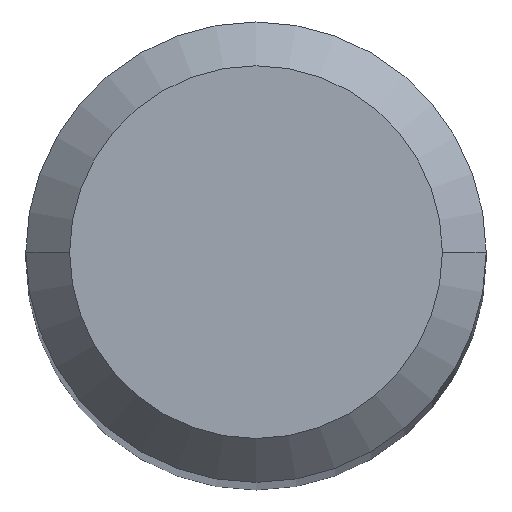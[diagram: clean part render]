
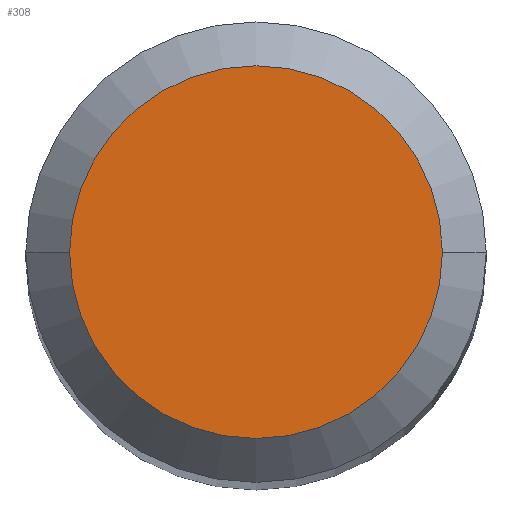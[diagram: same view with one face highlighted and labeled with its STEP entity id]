
A CAD part, top view. The second image highlights one B-rep face of the part: STEP entity #308.
In plain terms, the highlighted planar face has unit normal (0, 0, 1).
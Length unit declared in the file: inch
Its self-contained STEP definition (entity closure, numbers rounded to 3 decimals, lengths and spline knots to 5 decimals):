
#3 = AXIS2_PLACEMENT_3D ( 'NONE', #94, #101, #189 ) ;
#37 = ORIENTED_EDGE ( 'NONE', *, *, #273, .T. ) ;
#94 = CARTESIAN_POINT ( 'NONE',  ( 0., 0., 1.9685 ) ) ;
#95 = AXIS2_PLACEMENT_3D ( 'NONE', #138, #311, #119 ) ;
#96 = DIRECTION ( 'NONE',  ( 0., 0., 1. ) ) ;
#101 = DIRECTION ( 'NONE',  ( 0., 0., 1. ) ) ;
#119 = DIRECTION ( 'NONE',  ( 1., 0., 0. ) ) ;
#124 = EDGE_CURVE ( 'NONE', #232, #157, #240, .T. ) ;
#125 = FACE_OUTER_BOUND ( 'NONE', #244, .T. ) ;
#138 = CARTESIAN_POINT ( 'NONE',  ( 0., 0., 1.9685 ) ) ;
#144 = ORIENTED_EDGE ( 'NONE', *, *, #124, .T. ) ;
#145 = CIRCLE ( 'NONE', #178, 0.06374 ) ;
#157 = VERTEX_POINT ( 'NONE', #238 ) ;
#170 = CARTESIAN_POINT ( 'NONE',  ( 0., 0., 1.9685 ) ) ;
#178 = AXIS2_PLACEMENT_3D ( 'NONE', #170, #96, #272 ) ;
#189 = DIRECTION ( 'NONE',  ( 1., 0., 0. ) ) ;
#232 = VERTEX_POINT ( 'NONE', #320 ) ;
#238 = CARTESIAN_POINT ( 'NONE',  ( -0.06374, 0., 1.9685 ) ) ;
#240 = CIRCLE ( 'NONE', #95, 0.06374 ) ;
#244 = EDGE_LOOP ( 'NONE', ( #37, #144 ) ) ;
#272 = DIRECTION ( 'NONE',  ( 1., 0., 0. ) ) ;
#273 = EDGE_CURVE ( 'NONE', #157, #232, #145, .T. ) ;
#275 = PLANE ( 'NONE',  #3 ) ;
#308 = ADVANCED_FACE ( 'NONE', ( #125 ), #275, .T. ) ;
#311 = DIRECTION ( 'NONE',  ( 0., 0., 1. ) ) ;
#320 = CARTESIAN_POINT ( 'NONE',  ( 0.06374, 0., 1.9685 ) ) ;
